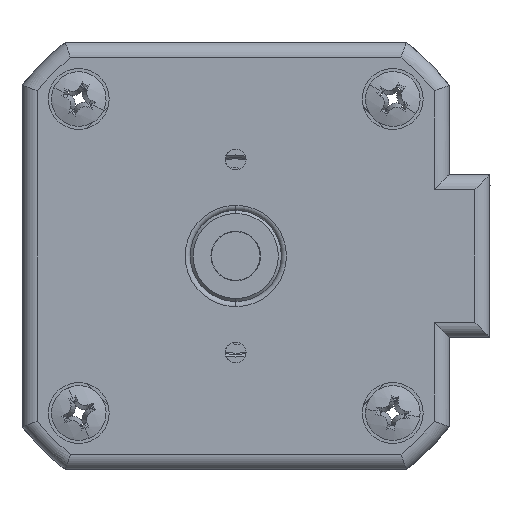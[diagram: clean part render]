
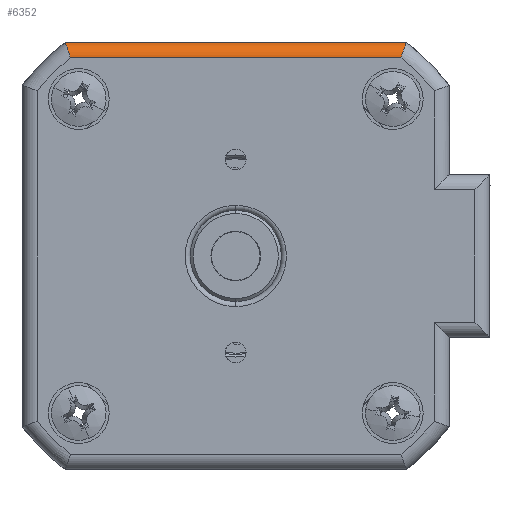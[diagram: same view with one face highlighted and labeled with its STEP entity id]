
A CAD part, front view. The second image highlights one B-rep face of the part: STEP entity #6352.
In plain terms, the highlighted cylindrical face has radius 1.5 mm (diameter 3 mm), a partial arc.
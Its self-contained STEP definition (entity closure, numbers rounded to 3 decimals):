
#208 = EDGE_CURVE ( 'NONE', #5384, #585, #8454, .T. ) ;
#553 = CARTESIAN_POINT ( 'NONE',  ( -21.526, -20.454, 37.657 ) ) ;
#585 = VERTEX_POINT ( 'NONE', #2228 ) ;
#1393 = CARTESIAN_POINT ( 'NONE',  ( -21.551, -20.16, 37.728 ) ) ;
#1665 = DIRECTION ( 'NONE',  ( -1., 0., 0. ) ) ;
#1821 = EDGE_LOOP ( 'NONE', ( #8203, #3474, #10829, #4604 ) ) ;
#1849 = CARTESIAN_POINT ( 'NONE',  ( 11.868, -21.277, 36.976 ) ) ;
#1855 = DIRECTION ( 'NONE',  ( 0., 0., -1. ) ) ;
#1891 = DIRECTION ( 'NONE',  ( 1., 0., 0. ) ) ;
#2001 = VECTOR ( 'NONE', #1665, 1000. ) ;
#2061 = CARTESIAN_POINT ( 'NONE',  ( -21.021, -21.457, 36.238 ) ) ;
#2206 = CARTESIAN_POINT ( 'NONE',  ( -21.09, -21.457, 36.428 ) ) ;
#2228 = CARTESIAN_POINT ( 'NONE',  ( 12.137, -19.957, 37.738 ) ) ;
#2244 = CARTESIAN_POINT ( 'NONE',  ( -21.555, -19.957, 37.738 ) ) ;
#2263 = LINE ( 'NONE', #6622, #2001 ) ;
#2277 = B_SPLINE_CURVE_WITH_KNOTS ( 'NONE', 3,
 ( #6007, #4334, #6870, #1849, #7699, #2690, #8573, #3516, #9413, #4367, #10260, #5197 ),
 .UNSPECIFIED., .F., .F.,
 ( 4, 2, 2, 2, 2, 4 ),
 ( 0., 0.001, 0.001, 0.002, 0.002, 0.002 ),
 .UNSPECIFIED. ) ;
#2351 = VERTEX_POINT ( 'NONE', #2061 ) ;
#2451 = EDGE_CURVE ( 'NONE', #2351, #5384, #10631, .T. ) ;
#2690 = CARTESIAN_POINT ( 'NONE',  ( 12.027, -20.898, 37.423 ) ) ;
#3474 = ORIENTED_EDGE ( 'NONE', *, *, #208, .F. ) ;
#3516 = CARTESIAN_POINT ( 'NONE',  ( 12.109, -20.454, 37.657 ) ) ;
#3814 = CARTESIAN_POINT ( 'NONE',  ( -21.555, -19.957, 37.738 ) ) ;
#3880 = CARTESIAN_POINT ( 'NONE',  ( -21.159, -21.42, 36.621 ) ) ;
#4334 = CARTESIAN_POINT ( 'NONE',  ( 11.672, -21.457, 36.428 ) ) ;
#4367 = CARTESIAN_POINT ( 'NONE',  ( 12.134, -20.16, 37.728 ) ) ;
#4604 = ORIENTED_EDGE ( 'NONE', *, *, #10814, .F. ) ;
#4740 = CARTESIAN_POINT ( 'NONE',  ( -21.345, -21.17, 37.143 ) ) ;
#5028 = CARTESIAN_POINT ( 'NONE',  ( 11.604, -21.457, 36.238 ) ) ;
#5197 = CARTESIAN_POINT ( 'NONE',  ( 12.137, -19.957, 37.738 ) ) ;
#5384 = VERTEX_POINT ( 'NONE', #3814 ) ;
#5565 = CARTESIAN_POINT ( 'NONE',  ( -21.485, -20.731, 37.539 ) ) ;
#6007 = CARTESIAN_POINT ( 'NONE',  ( 11.604, -21.457, 36.238 ) ) ;
#6210 = VERTEX_POINT ( 'NONE', #5028 ) ;
#6352 = ADVANCED_FACE ( 'NONE', ( #6528 ), #10731, .T. ) ;
#6417 = CARTESIAN_POINT ( 'NONE',  ( -21.537, -20.357, 37.687 ) ) ;
#6528 = FACE_OUTER_BOUND ( 'NONE', #1821, .T. ) ;
#6622 = CARTESIAN_POINT ( 'NONE',  ( -4.709, -21.457, 36.238 ) ) ;
#6870 = CARTESIAN_POINT ( 'NONE',  ( 11.741, -21.42, 36.621 ) ) ;
#7262 = CARTESIAN_POINT ( 'NONE',  ( -21.555, -20.059, 37.738 ) ) ;
#7699 = CARTESIAN_POINT ( 'NONE',  ( 11.928, -21.17, 37.143 ) ) ;
#8084 = CARTESIAN_POINT ( 'NONE',  ( -21.021, -21.457, 36.238 ) ) ;
#8203 = ORIENTED_EDGE ( 'NONE', *, *, #9925, .T. ) ;
#8285 = DIRECTION ( 'NONE',  ( 1., 0., 0. ) ) ;
#8454 = LINE ( 'NONE', #10821, #9895 ) ;
#8573 = CARTESIAN_POINT ( 'NONE',  ( 12.067, -20.731, 37.539 ) ) ;
#8936 = AXIS2_PLACEMENT_3D ( 'NONE', #9419, #1891, #1855 ) ;
#9413 = CARTESIAN_POINT ( 'NONE',  ( 12.12, -20.357, 37.687 ) ) ;
#9419 = CARTESIAN_POINT ( 'NONE',  ( -21.555, -19.957, 36.238 ) ) ;
#9780 = CARTESIAN_POINT ( 'NONE',  ( -21.286, -21.277, 36.976 ) ) ;
#9895 = VECTOR ( 'NONE', #8285, 1000. ) ;
#9925 = EDGE_CURVE ( 'NONE', #6210, #585, #2277, .T. ) ;
#10260 = CARTESIAN_POINT ( 'NONE',  ( 12.137, -20.059, 37.738 ) ) ;
#10614 = CARTESIAN_POINT ( 'NONE',  ( -21.444, -20.898, 37.423 ) ) ;
#10631 = B_SPLINE_CURVE_WITH_KNOTS ( 'NONE', 3,
 ( #8084, #2206, #3880, #9780, #4740, #10614, #5565, #553, #6417, #1393, #7262, #2244 ),
 .UNSPECIFIED., .F., .F.,
 ( 4, 2, 2, 2, 2, 4 ),
 ( 0., 0.001, 0.001, 0.002, 0.002, 0.002 ),
 .UNSPECIFIED. ) ;
#10731 = CYLINDRICAL_SURFACE ( 'NONE', #8936, 1.5 ) ;
#10814 = EDGE_CURVE ( 'NONE', #6210, #2351, #2263, .T. ) ;
#10821 = CARTESIAN_POINT ( 'NONE',  ( -21.555, -19.957, 37.738 ) ) ;
#10829 = ORIENTED_EDGE ( 'NONE', *, *, #2451, .F. ) ;
